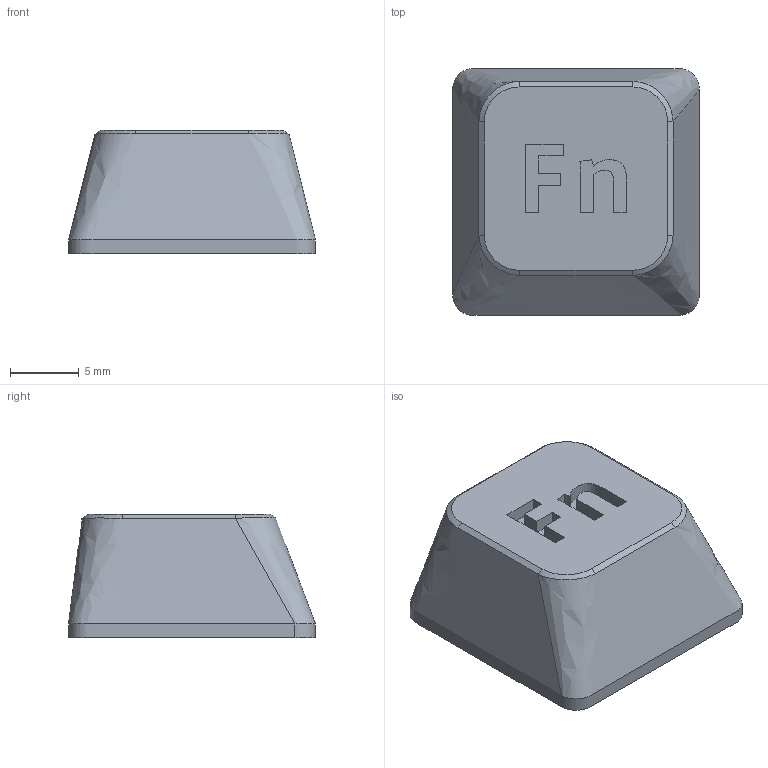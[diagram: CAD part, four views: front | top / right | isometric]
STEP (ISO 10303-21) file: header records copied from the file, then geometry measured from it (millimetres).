
FILE_DESCRIPTION(/* description */ (''),/* implementation_level */ '2;1');
FILE_NAME(/* name */ 'cap_Fn',/* time_stamp */ '2024-01-11T19:45:04+09:00',/* author */ (''),/* organization */ (''),/* preprocessor_version */ 'ST-DEVELOPER v16.5',/* originating_system */ 'Rhino 7.35',/* authorisation */ '');
FILE_SCHEMA (('AUTOMOTIVE_DESIGN_CC2'));
Length unit declared in the file: millimetre
Products named in the file (1): Document
Bounding box: 18 x 18 x 9 mm (x, y, z)
Volume: 1232.9 mm3; surface area: 1513.8 mm2
Topology: 1 solids, 1 shells, 77 faces, 196 edges, 125 vertices
Faces by surface type: plane 57, bspline 17, cylinder 3
Entity records: 2406 total; most frequent: CARTESIAN_POINT 1075, ORIENTED_EDGE 392, EDGE_CURVE 196, B_SPLINE_CURVE_WITH_KNOTS 160, VERTEX_POINT 125, EDGE_LOOP 81, ADVANCED_FACE 77, FACE_OUTER_BOUND 77
